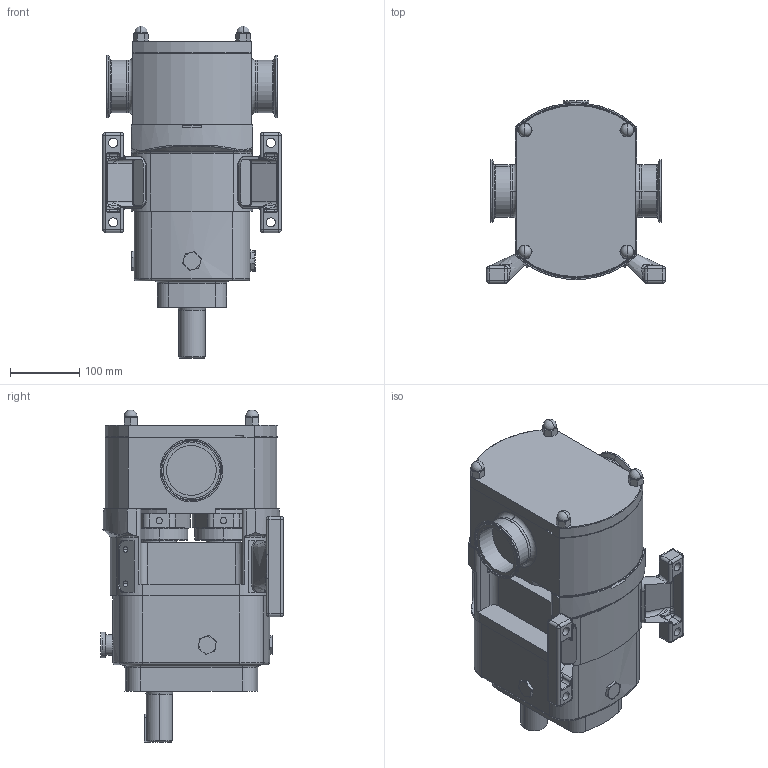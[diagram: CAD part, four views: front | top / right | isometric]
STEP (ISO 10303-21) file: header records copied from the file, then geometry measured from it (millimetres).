
FILE_DESCRIPTION (( 'STEP AP214' ), '1' );
FILE_NAME ('GA4305.STEP', '2024-11-07T16:55:39', ( '' ), ( '' ), 'SwSTEP 2.0', 'SolidWorks 2023', '' );
FILE_SCHEMA (( 'AUTOMOTIVE_DESIGN' ));
Length unit declared in the file: millimetre
Products named in the file (3): Copy of CP30-0113-07 H T^GA4305; GA4305; Copy of Z94-5121-55 - 3 INCH^GA4305
Assembly tree (3 placements, depth 2):
  GA4305
    Copy of CP30-0113-07 H T^GA4305
    Copy of Z94-5121-55 - 3 INCH^GA4305  x2
Bounding box: 258.39 x 264.84 x 480.83 mm (x, y, z)
Volume: 12910585.1 mm3; surface area: 563560.6 mm2
Topology: 3 solids, 3 shells, 725 faces, 1816 edges, 1092 vertices
Faces by surface type: plane 265, cylinder 237, torus 84, bspline 74, cone 33, sphere 32
Entity records: 28362 total; most frequent: CARTESIAN_POINT 11945, ORIENTED_EDGE 3484, DIRECTION 3404, EDGE_CURVE 1742, AXIS2_PLACEMENT_3D 1336, VERTEX_POINT 1068, EDGE_LOOP 758, LINE 732
